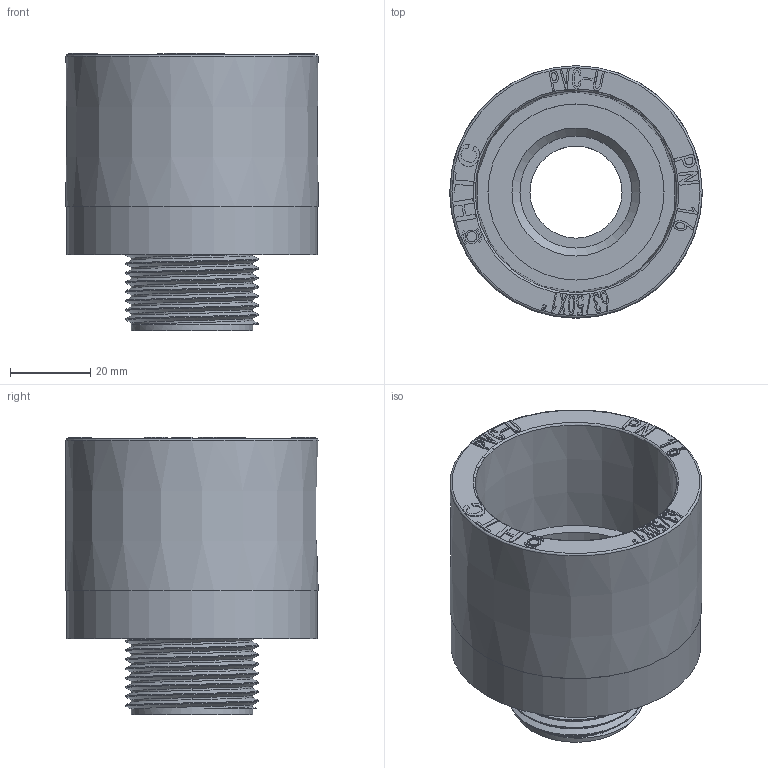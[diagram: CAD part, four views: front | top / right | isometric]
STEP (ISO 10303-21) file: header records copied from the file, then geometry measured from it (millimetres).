
FILE_DESCRIPTION(/* description */ (''),/* implementation_level */ '2;1');
FILE_NAME(/* name */ 'Z7A050032.stp',/* time_stamp */ '2025-10-14T08:21:49+08:00',/* author */ (''),/* organization */ (''),/* preprocessor_version */ 'ST-DEVELOPER v16.7',/* originating_system */ 'SIEMENS PLM Software NX 12.0',/* authorisation */ '');
FILE_SCHEMA (('AUTOMOTIVE_DESIGN { 1 0 10303 214 3 1 1 1 }'));
Length unit declared in the file: millimetre
Products named in the file (1): Admi18A8C8BF3hhl
Bounding box: 63.1 x 63.1 x 69.3 mm (x, y, z)
Volume: 81536.9 mm3; surface area: 27001.9 mm2
Topology: 1 solids, 1 shells, 596 faces, 1680 edges, 1117 vertices
Faces by surface type: plane 497, extrusion 72, cylinder 19, torus 3, cone 3, bspline 2
Full cylindrical faces by diameter (mm): 2.515 x1, 3.353 x1, 23 x1, 28 x1, 30.291 x7, 44 x1, 62.6 x1
Entity records: 23078 total; most frequent: CARTESIAN_POINT 9979, ORIENTED_EDGE 3278, DIRECTION 1724, EDGE_CURVE 1639, B_SPLINE_CURVE_WITH_KNOTS 1132, VERTEX_POINT 1096, EDGE_LOOP 635, VECTOR 610
